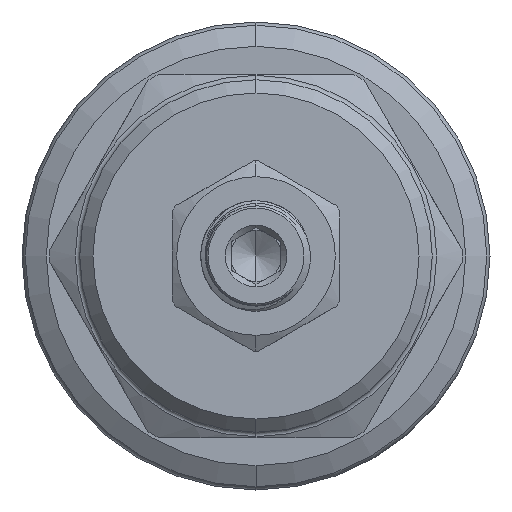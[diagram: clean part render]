
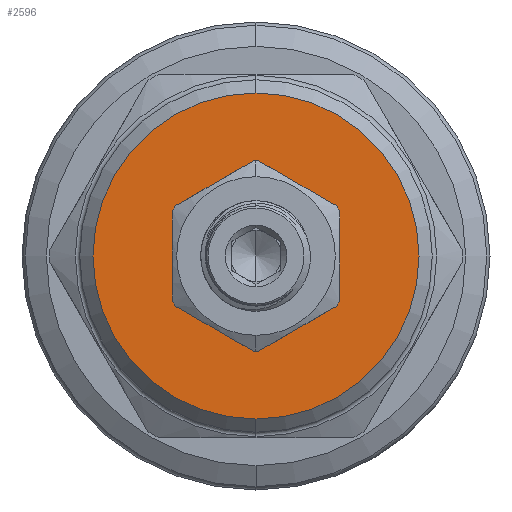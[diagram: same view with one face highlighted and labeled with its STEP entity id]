
A CAD part, left-side view. The second image highlights one B-rep face of the part: STEP entity #2596.
In plain terms, the highlighted planar face has unit normal (-1, 0, 0).
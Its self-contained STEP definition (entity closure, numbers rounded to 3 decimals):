
#17 = ORIENTED_EDGE ( 'NONE', *, *, #2180, .T. ) ;
#23 = CIRCLE ( 'NONE', #2061, 18.5 ) ;
#453 = PLANE ( 'NONE',  #8392 ) ;
#725 = ORIENTED_EDGE ( 'NONE', *, *, #2871, .T. ) ;
#1063 = VERTEX_POINT ( 'NONE', #5277 ) ;
#1508 = AXIS2_PLACEMENT_3D ( 'NONE', #13584, #11398, #10255 ) ;
#2061 = AXIS2_PLACEMENT_3D ( 'NONE', #3082, #4188, #6285 ) ;
#2180 = EDGE_CURVE ( 'NONE', #12055, #2787, #8559, .T. ) ;
#2325 = CARTESIAN_POINT ( 'NONE',  ( -20., 0., 9. ) ) ;
#2596 = ADVANCED_FACE ( 'NONE', ( #11293, #13141 ), #453, .T. ) ;
#2604 = CARTESIAN_POINT ( 'NONE',  ( -20., 0., -9. ) ) ;
#2687 = CARTESIAN_POINT ( 'NONE',  ( -20., 0., 0. ) ) ;
#2787 = VERTEX_POINT ( 'NONE', #2604 ) ;
#2871 = EDGE_CURVE ( 'NONE', #1063, #4051, #13851, .T. ) ;
#3082 = CARTESIAN_POINT ( 'NONE',  ( -20., 0., 0. ) ) ;
#4051 = VERTEX_POINT ( 'NONE', #7074 ) ;
#4172 = DIRECTION ( 'NONE',  ( 1., 0., 0. ) ) ;
#4188 = DIRECTION ( 'NONE',  ( -1., 0., 0. ) ) ;
#4715 = CARTESIAN_POINT ( 'NONE',  ( -20., 0., 0. ) ) ;
#5277 = CARTESIAN_POINT ( 'NONE',  ( -20., 0., 18.5 ) ) ;
#5801 = DIRECTION ( 'NONE',  ( 0., 0., 1. ) ) ;
#6285 = DIRECTION ( 'NONE',  ( 0., 0., 1. ) ) ;
#7074 = CARTESIAN_POINT ( 'NONE',  ( -20., 0., -18.5 ) ) ;
#7441 = CARTESIAN_POINT ( 'NONE',  ( -20., 0., 0. ) ) ;
#8107 = DIRECTION ( 'NONE',  ( -1., 0., 0. ) ) ;
#8392 = AXIS2_PLACEMENT_3D ( 'NONE', #2687, #8107, #10337 ) ;
#8546 = DIRECTION ( 'NONE',  ( 0., 0., 1. ) ) ;
#8559 = CIRCLE ( 'NONE', #1508, 9. ) ;
#9249 = EDGE_LOOP ( 'NONE', ( #11152, #725 ) ) ;
#9401 = AXIS2_PLACEMENT_3D ( 'NONE', #4715, #12346, #5801 ) ;
#9631 = EDGE_CURVE ( 'NONE', #2787, #12055, #13563, .T. ) ;
#10065 = ORIENTED_EDGE ( 'NONE', *, *, #9631, .T. ) ;
#10255 = DIRECTION ( 'NONE',  ( 0., 0., 1. ) ) ;
#10305 = EDGE_CURVE ( 'NONE', #4051, #1063, #23, .T. ) ;
#10308 = EDGE_LOOP ( 'NONE', ( #17, #10065 ) ) ;
#10337 = DIRECTION ( 'NONE',  ( 0., 0., 1. ) ) ;
#10510 = AXIS2_PLACEMENT_3D ( 'NONE', #7441, #4172, #8546 ) ;
#11152 = ORIENTED_EDGE ( 'NONE', *, *, #10305, .T. ) ;
#11293 = FACE_BOUND ( 'NONE', #10308, .T. ) ;
#11398 = DIRECTION ( 'NONE',  ( 1., 0., 0. ) ) ;
#12055 = VERTEX_POINT ( 'NONE', #2325 ) ;
#12346 = DIRECTION ( 'NONE',  ( -1., 0., 0. ) ) ;
#13141 = FACE_OUTER_BOUND ( 'NONE', #9249, .T. ) ;
#13563 = CIRCLE ( 'NONE', #10510, 9. ) ;
#13584 = CARTESIAN_POINT ( 'NONE',  ( -20., 0., 0. ) ) ;
#13851 = CIRCLE ( 'NONE', #9401, 18.5 ) ;
